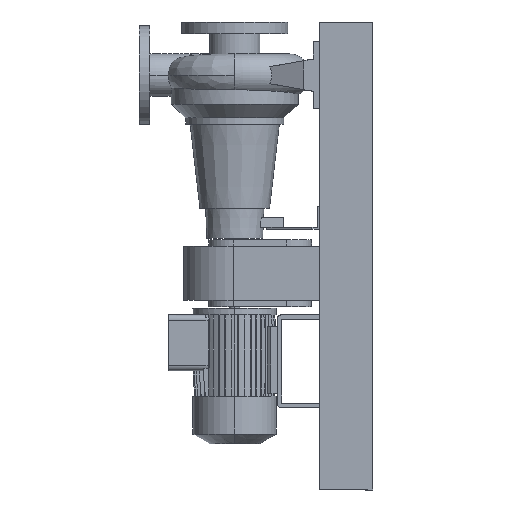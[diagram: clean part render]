
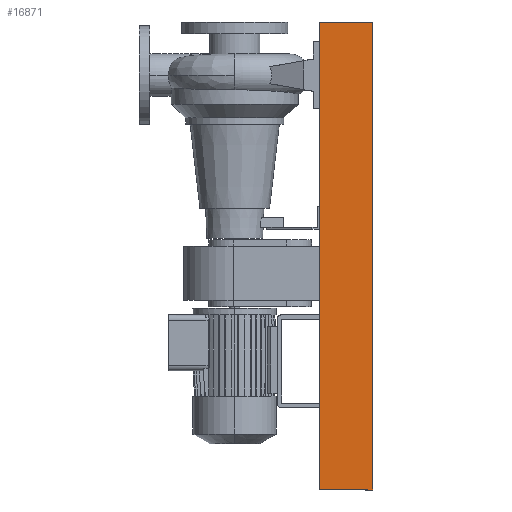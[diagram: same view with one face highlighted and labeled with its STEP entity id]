
A CAD part, left-side view. The second image highlights one B-rep face of the part: STEP entity #16871.
In plain terms, the highlighted planar face has unit normal (-1, 0, 0).
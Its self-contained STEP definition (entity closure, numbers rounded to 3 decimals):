
#479 = VERTEX_POINT ( 'NONE', #2605 ) ;
#600 = CARTESIAN_POINT ( 'NONE',  ( -150., -50., -440. ) ) ;
#762 = VERTEX_POINT ( 'NONE', #13262 ) ;
#1141 = CARTESIAN_POINT ( 'NONE',  ( -150., -50., -440. ) ) ;
#2605 = CARTESIAN_POINT ( 'NONE',  ( -150., 50., 440. ) ) ;
#2817 = EDGE_CURVE ( 'NONE', #479, #13967, #7908, .T. ) ;
#2941 = CARTESIAN_POINT ( 'NONE',  ( -150., -50., 440. ) ) ;
#3232 = LINE ( 'NONE', #5237, #5239 ) ;
#4212 = FACE_OUTER_BOUND ( 'NONE', #17275, .T. ) ;
#4706 = VERTEX_POINT ( 'NONE', #15639 ) ;
#5237 = CARTESIAN_POINT ( 'NONE',  ( -150., -50., -440. ) ) ;
#5239 = VECTOR ( 'NONE', #13057, 1000. ) ;
#7374 = PLANE ( 'NONE',  #13945 ) ;
#7749 = EDGE_CURVE ( 'NONE', #762, #479, #12547, .T. ) ;
#7908 = LINE ( 'NONE', #2941, #12720 ) ;
#9183 = DIRECTION ( 'NONE',  ( 0., 0., 1. ) ) ;
#9488 = CARTESIAN_POINT ( 'NONE',  ( -150., 50., -440. ) ) ;
#9497 = DIRECTION ( 'NONE',  ( 0., -1., 0. ) ) ;
#9528 = EDGE_CURVE ( 'NONE', #762, #4706, #10327, .T. ) ;
#10327 = LINE ( 'NONE', #600, #18919 ) ;
#10777 = DIRECTION ( 'NONE',  ( 0., 0., 1. ) ) ;
#12547 = LINE ( 'NONE', #9488, #16858 ) ;
#12720 = VECTOR ( 'NONE', #9497, 1000. ) ;
#13057 = DIRECTION ( 'NONE',  ( 0., 0., 1. ) ) ;
#13262 = CARTESIAN_POINT ( 'NONE',  ( -150., 50., -440. ) ) ;
#13891 = ORIENTED_EDGE ( 'NONE', *, *, #9528, .T. ) ;
#13945 = AXIS2_PLACEMENT_3D ( 'NONE', #1141, #17189, #10777 ) ;
#13967 = VERTEX_POINT ( 'NONE', #17576 ) ;
#15639 = CARTESIAN_POINT ( 'NONE',  ( -150., -50., -440. ) ) ;
#16688 = ORIENTED_EDGE ( 'NONE', *, *, #19903, .T. ) ;
#16858 = VECTOR ( 'NONE', #9183, 1000. ) ;
#16871 = ADVANCED_FACE ( 'NONE', ( #4212 ), #7374, .T. ) ;
#17189 = DIRECTION ( 'NONE',  ( -1., 0., 0. ) ) ;
#17275 = EDGE_LOOP ( 'NONE', ( #19367, #18988, #13891, #16688 ) ) ;
#17576 = CARTESIAN_POINT ( 'NONE',  ( -150., -50., 440. ) ) ;
#18919 = VECTOR ( 'NONE', #19908, 1000. ) ;
#18988 = ORIENTED_EDGE ( 'NONE', *, *, #7749, .F. ) ;
#19367 = ORIENTED_EDGE ( 'NONE', *, *, #2817, .F. ) ;
#19903 = EDGE_CURVE ( 'NONE', #4706, #13967, #3232, .T. ) ;
#19908 = DIRECTION ( 'NONE',  ( 0., -1., 0. ) ) ;
